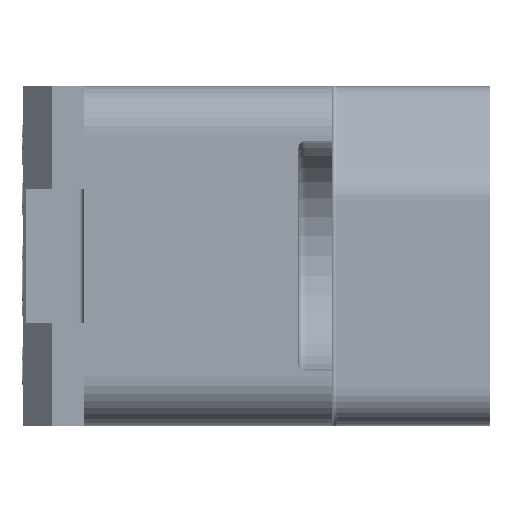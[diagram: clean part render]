
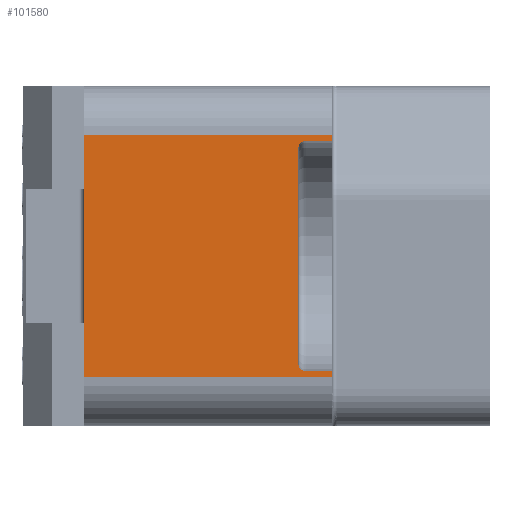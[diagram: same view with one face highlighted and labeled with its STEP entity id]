
A CAD part, left-side view. The second image highlights one B-rep face of the part: STEP entity #101580.
In plain terms, the highlighted planar face has unit normal (-1, 0, 0).
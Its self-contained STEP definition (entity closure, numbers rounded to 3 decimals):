
#3322=DIRECTION('',(0.,0.,-1.));
#3323=VECTOR('',#3322,10.);
#3324=CARTESIAN_POINT('',(-40.,8.65,5.));
#3325=LINE('',#3324,#3323);
#3425=DIRECTION('',(0.,-1.,0.));
#3426=VECTOR('',#3425,10.25);
#3427=CARTESIAN_POINT('',(-40.,8.65,5.));
#3428=LINE('',#3427,#3426);
#33283=DIRECTION('',(0.,1.,0.));
#33284=VECTOR('',#33283,10.25);
#33285=CARTESIAN_POINT('',(-40.,-1.6,-5.));
#33286=LINE('',#33285,#33284);
#33292=DIRECTION('',(0.,0.,1.));
#33293=VECTOR('',#33292,8.9);
#33294=CARTESIAN_POINT('',(-40.,-0.2,-4.45));
#33295=LINE('',#33294,#33293);
#33296=DIRECTION('',(0.,1.,0.));
#33297=VECTOR('',#33296,1.1);
#33298=CARTESIAN_POINT('',(-40.,-1.6,-4.75));
#33299=LINE('',#33298,#33297);
#33300=DIRECTION('',(0.,0.,-1.));
#33301=VECTOR('',#33300,0.25);
#33302=CARTESIAN_POINT('',(-40.,-1.6,-4.75));
#33303=LINE('',#33302,#33301);
#33304=DIRECTION('',(0.,0.,-1.));
#33305=VECTOR('',#33304,0.25);
#33306=CARTESIAN_POINT('',(-40.,-1.6,5.));
#33307=LINE('',#33306,#33305);
#33308=DIRECTION('',(0.,1.,0.));
#33309=VECTOR('',#33308,1.1);
#33310=CARTESIAN_POINT('',(-40.,-1.6,4.75));
#33311=LINE('',#33310,#33309);
#33335=CARTESIAN_POINT('',(-40.,-0.5,-4.45));
#33336=DIRECTION('',(1.,0.,0.));
#33337=DIRECTION('',(0.,0.,-1.));
#33338=AXIS2_PLACEMENT_3D('',#33335,#33336,#33337);
#33359=CARTESIAN_POINT('',(-40.,-0.5,4.45));
#33360=DIRECTION('',(1.,0.,0.));
#33361=DIRECTION('',(0.,1.,0.));
#33362=AXIS2_PLACEMENT_3D('',#33359,#33360,#33361);
#42631=CARTESIAN_POINT('',(-40.,-1.6,5.));
#42632=VERTEX_POINT('',#42631);
#42633=CARTESIAN_POINT('',(-40.,8.65,5.));
#42634=VERTEX_POINT('',#42633);
#42639=CARTESIAN_POINT('',(-40.,8.65,-5.));
#42640=VERTEX_POINT('',#42639);
#42641=CARTESIAN_POINT('',(-40.,-1.6,-5.));
#42642=VERTEX_POINT('',#42641);
#42651=CARTESIAN_POINT('',(-40.,-1.6,-4.75));
#42653=VERTEX_POINT('',#42651);
#42657=CARTESIAN_POINT('',(-40.,-1.6,4.75));
#42658=VERTEX_POINT('',#42657);
#42868=CARTESIAN_POINT('',(-40.,-0.2,-4.45));
#42870=VERTEX_POINT('',#42868);
#42872=CARTESIAN_POINT('',(-40.,-0.5,-4.75));
#42874=VERTEX_POINT('',#42872);
#42879=CARTESIAN_POINT('',(-40.,-0.2,4.45));
#42880=VERTEX_POINT('',#42879);
#42881=CARTESIAN_POINT('',(-40.,-0.5,4.75));
#42882=VERTEX_POINT('',#42881);
#101558=CARTESIAN_POINT('',(-40.,-1.6,7.));
#101559=DIRECTION('',(-1.,0.,0.));
#101560=DIRECTION('',(0.,1.,0.));
#101561=AXIS2_PLACEMENT_3D('',#101558,#101559,#101560);
#101562=PLANE('',#101561);
#101564=ORIENTED_EDGE('',*,*,#101563,.F.);
#101566=ORIENTED_EDGE('',*,*,#101565,.F.);
#101568=ORIENTED_EDGE('',*,*,#101567,.F.);
#101569=ORIENTED_EDGE('',*,*,#56326,.T.);
#101570=ORIENTED_EDGE('',*,*,#101552,.T.);
#101571=ORIENTED_EDGE('',*,*,#56229,.F.);
#101572=ORIENTED_EDGE('',*,*,#56310,.T.);
#101573=ORIENTED_EDGE('',*,*,#56334,.T.);
#101575=ORIENTED_EDGE('',*,*,#101574,.T.);
#101577=ORIENTED_EDGE('',*,*,#101576,.F.);
#101578=EDGE_LOOP('',(#101564,#101566,#101568,#101569,#101570,#101571,#101572,
#101573,#101575,#101577));
#101579=FACE_OUTER_BOUND('',#101578,.F.);
#101580=ADVANCED_FACE('',(#101579),#101562,.T.);
#33339=CIRCLE('',#33338,0.3);
#33363=CIRCLE('',#33362,0.3);
#56229=EDGE_CURVE('',#42634,#42640,#3325,.T.);
#56310=EDGE_CURVE('',#42634,#42632,#3428,.T.);
#56326=EDGE_CURVE('',#42653,#42642,#33303,.T.);
#56334=EDGE_CURVE('',#42632,#42658,#33307,.T.);
#101552=EDGE_CURVE('',#42642,#42640,#33286,.T.);
#101563=EDGE_CURVE('',#42870,#42880,#33295,.T.);
#101565=EDGE_CURVE('',#42874,#42870,#33339,.T.);
#101567=EDGE_CURVE('',#42653,#42874,#33299,.T.);
#101574=EDGE_CURVE('',#42658,#42882,#33311,.T.);
#101576=EDGE_CURVE('',#42880,#42882,#33363,.T.);
